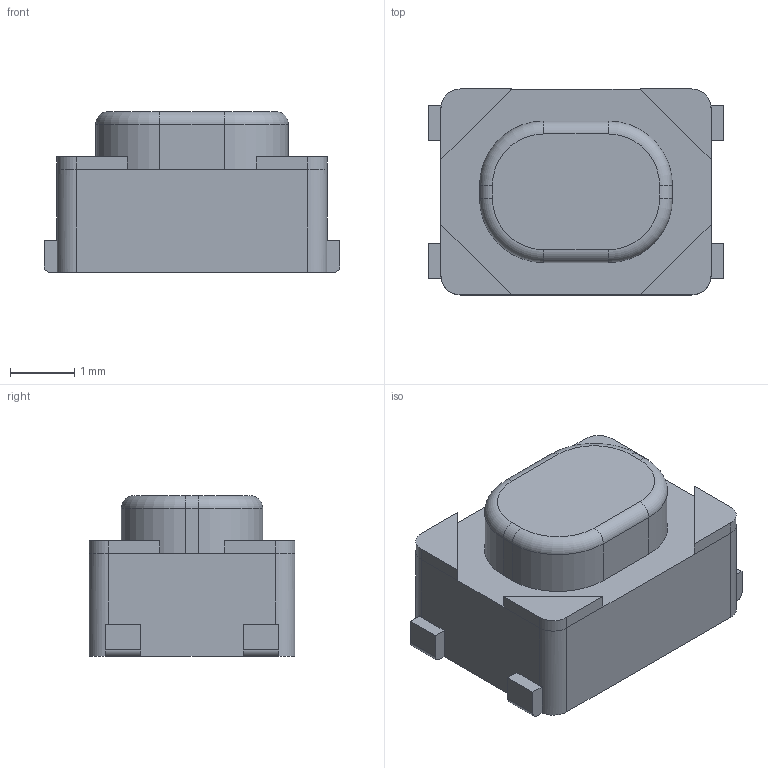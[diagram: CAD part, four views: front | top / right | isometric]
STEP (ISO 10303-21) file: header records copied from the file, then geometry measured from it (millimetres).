
FILE_DESCRIPTION(('FreeCAD Model'),'2;1');
FILE_NAME('Open CASCADE Shape Model','2022-08-13T18:30:07',( 'kicad StepUp'),('ksu MCAD'),'Open CASCADE STEP processor 7.5', 'FreeCAD','Unknown');
FILE_SCHEMA(('AUTOMOTIVE_DESIGN { 1 0 10303 214 1 1 1 1 }'));
Length unit declared in the file: millimetre
Products named in the file (1): PTS810
Bounding box: 4.6 x 3.2 x 2.5 mm (x, y, z)
Volume: 27.2 mm3; surface area: 61.1 mm2
Topology: 1 solids, 1 shells, 75 faces, 188 edges, 116 vertices
Faces by surface type: plane 51, cylinder 20, torus 4
Entity records: 2756 total; most frequent: DIRECTION 388, CARTESIAN_POINT 380, ORIENTED_EDGE 376, EDGE_CURVE 188, LINE 140, VECTOR 140, AXIS2_PLACEMENT_3D 124, VERTEX_POINT 116
